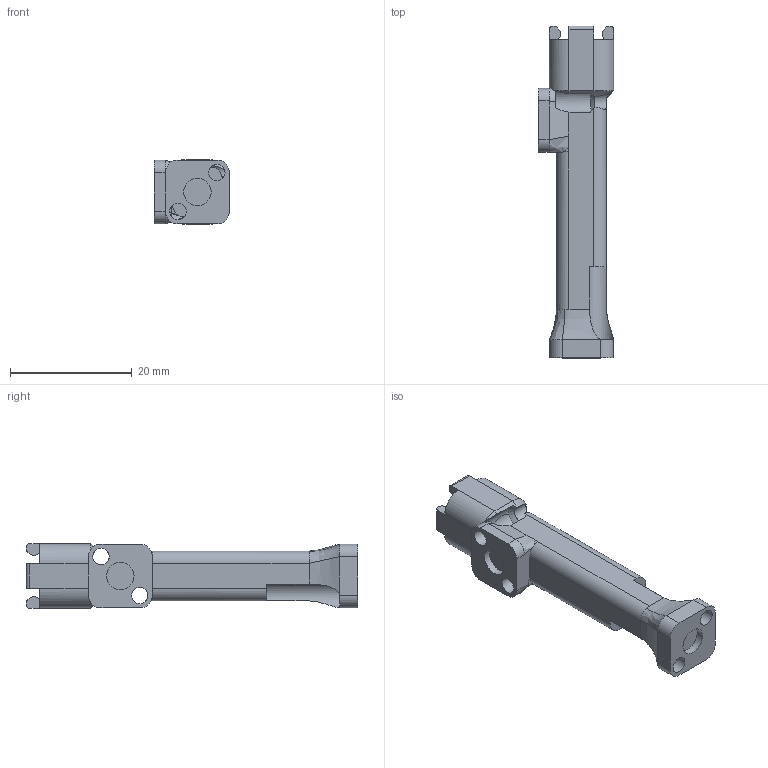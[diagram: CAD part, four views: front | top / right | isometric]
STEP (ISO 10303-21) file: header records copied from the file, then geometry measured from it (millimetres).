
FILE_DESCRIPTION(/* description */ (''),/* implementation_level */ '2;1');
FILE_NAME(/* name */ 'Thrust_Yaw Mount v5.step',/* time_stamp */ '2022-08-31T09:57:00-04:00',/* author */ (''),/* organization */ (''),/* preprocessor_version */ 'ST-DEVELOPER v19',/* originating_system */ 'Autodesk Translation Framework v11.7.0.108',/* authorisation */ '');
FILE_SCHEMA (('AUTOMOTIVE_DESIGN { 1 0 10303 214 3 1 1 }'));
Length unit declared in the file: millimetre
Products named in the file (3): Thrust/Yaw Mount; Tube Stop; Motor Mount
Assembly tree (2 placements, depth 2):
  Thrust/Yaw Mount
    Tube Stop
    Motor Mount
Bounding box: 12.4 x 54.48 x 10.6 mm (x, y, z)
Volume: 3584.9 mm3; surface area: 2947.5 mm2
Topology: 2 solids, 2 shells, 137 faces, 353 edges, 223 vertices
Faces by surface type: plane 69, cylinder 52, bspline 9, cone 7
Full cylindrical faces by diameter (mm): 2.7 x4, 4.5 x2, 6.1 x1, 6.2 x1
Entity records: 4756 total; most frequent: CARTESIAN_POINT 1306, ORIENTED_EDGE 710, DIRECTION 696, EDGE_CURVE 355, AXIS2_PLACEMENT_3D 244, VERTEX_POINT 223, LINE 208, VECTOR 208
